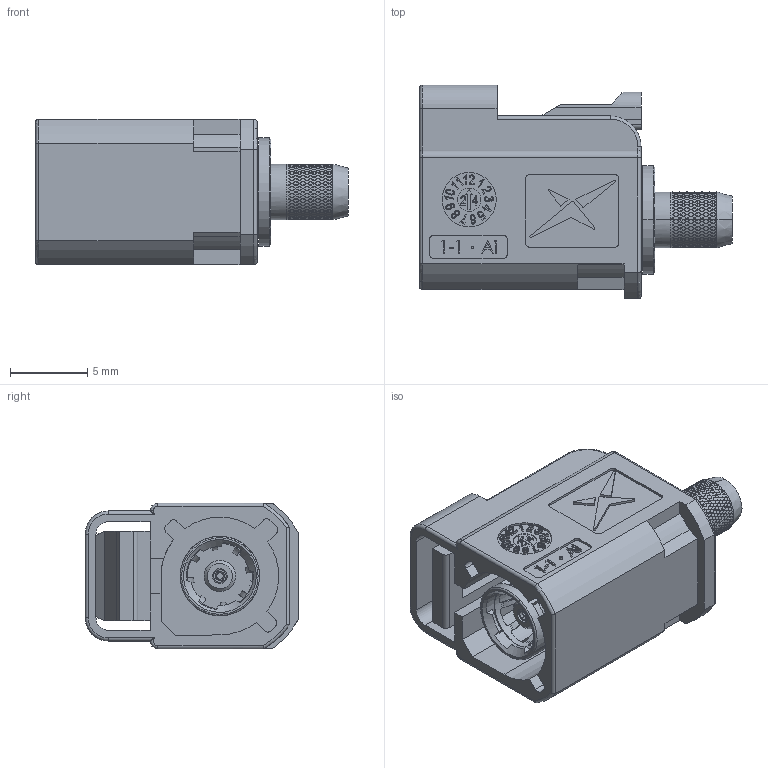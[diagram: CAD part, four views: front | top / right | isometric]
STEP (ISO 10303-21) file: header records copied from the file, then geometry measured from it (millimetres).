
FILE_DESCRIPTION (( 'STEP AP214' ), '1' );
FILE_NAME ('3D CON.001078-FAKRA Gen 2 Code Z Jack-TGC302-WEB.STEP', '2024-08-16T11:08:04', ( '' ), ( '' ), 'SwSTEP 2.0', 'SolidWorks 2022', '' );
FILE_SCHEMA (( 'AUTOMOTIVE_DESIGN' ));
Length unit declared in the file: millimetre
Products named in the file (1): 3D CON.001078-FAKRA Gen 2 Code Z Jack-TGC302-WEB
Bounding box: 20.2 x 13.8 x 9.4 mm (x, y, z)
Volume: 1017.3 mm3; surface area: 1761.2 mm2
Topology: 1 solids, 1 shells, 4076 faces, 8903 edges, 4845 vertices
Faces by surface type: bspline 2928, cylinder 723, plane 384, cone 27, torus 14
Entity records: 124082 total; most frequent: CARTESIAN_POINT 60997, ORIENTED_EDGE 17806, EDGE_CURVE 8903, VERTEX_POINT 4845, DIRECTION 4558, EDGE_LOOP 4132, FACE_OUTER_BOUND 4076, ADVANCED_FACE 4076
